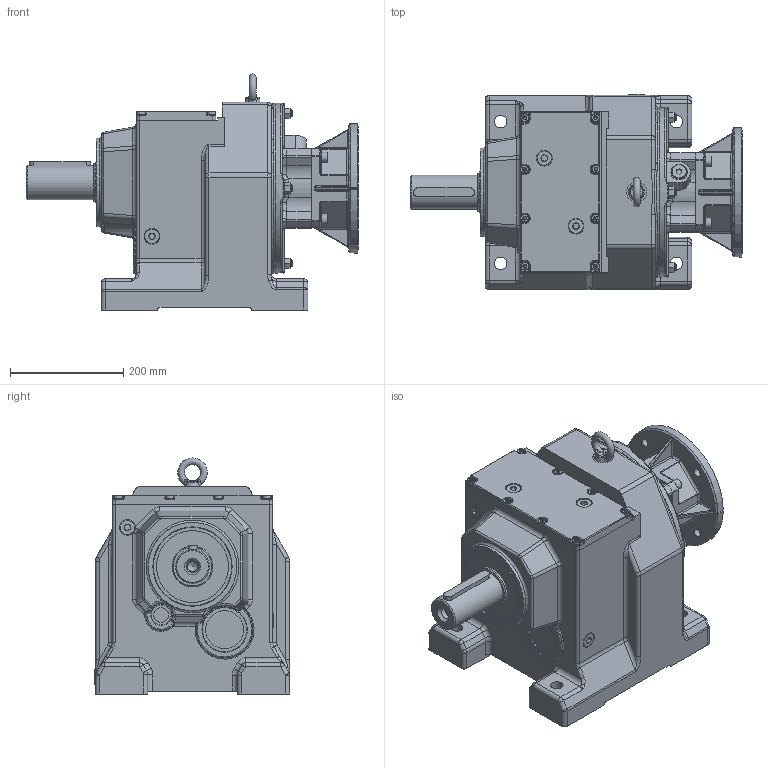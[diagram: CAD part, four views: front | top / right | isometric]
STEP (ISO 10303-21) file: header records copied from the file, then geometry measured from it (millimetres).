
FILE_DESCRIPTION(('STEP AP214'),'1');
FILE_NAME('TR98-210TC.stp','2018-12-07T02:56:18',(' '),(' '),'Spatial InterOp 3D',' ',' ');
FILE_SCHEMA(('automotive_design'));
Length unit declared in the file: millimetre
Products named in the file (33): __40; 3283 2133; 3281 2131; TAM132S_M_ML_FL300; 21330; M12x35; 螺母 ： 标准 - M12.0 x 10.8; 零件2; 3283 2561
Assembly tree (32 placements, depth 3):
  __40
    3283 2133
    3281 2131
    TAM132S_M_ML_FL300
      21330
      M12x35
      M12x35
      M12x35
      M12x35
      螺母 ： 标准 - M12.0 x 10.8
      螺母 ： 标准 - M12.0 x 10.8
      螺母 ： 标准 - M12.0 x 10.8
      螺母 ： 标准 - M12.0 x 10.8
      零件2
    3283 2561
    3283 2561
    3283 2561
    3283 2561
    3283 2561
    3283 2561
    3283 2561
    3283 2561
    3283 2561
    3283 2561
    3283 2561
    3283 2561
    3283 2561
    3283 2561
    3283 2561
    3283 2561
    3283 2561
    3283 2561
    3283 2561
Bounding box: 586 x 344.79 x 416.64 mm (x, y, z)
Volume: 31359832.6 mm3; surface area: 1210716.3 mm2
Topology: 34 solids, 44 shells, 2213 faces, 5333 edges, 3259 vertices
Faces by surface type: plane 927, cylinder 627, bspline 280, cone 192, torus 146, sphere 41
Full cylindrical faces by diameter (mm): 3.15 x1, 10.25 x4, 11.995 x4, 12 x8, 13.5 x4, 14 x8, 15 x4, 17.5 x1, 18 x4, 21 x1, 22 x4, 26 x1, 26.6 x1, 27 x9, 27.95 x2, 28 x7, 29 x1, 35.425 x1, 36 x2, 37 x1, 37.6 x1, 38 x1, 54.6 x2, 55 x3, 60 x1, 60.325 x1, 67 x1, 72 x1, 80 x1, 100 x1
Entity records: 104348 total; most frequent: CARTESIAN_POINT 36924, ORIENTED_EDGE 10218, DIRECTION 9849, EDGE_CURVE 5109, AXIS2_PLACEMENT_3D 3663, VERTEX_POINT 3292, EDGE_LOOP 2564, LINE 2523
